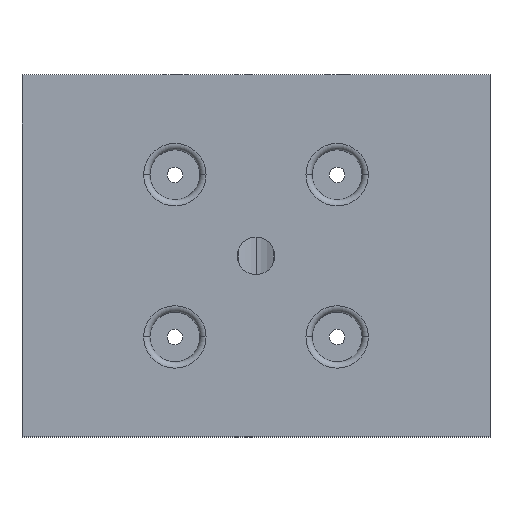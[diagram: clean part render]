
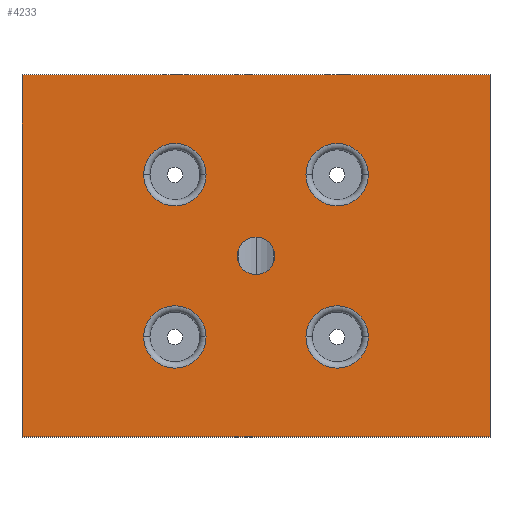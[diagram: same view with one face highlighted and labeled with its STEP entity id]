
A CAD part, top view. The second image highlights one B-rep face of the part: STEP entity #4233.
In plain terms, the highlighted planar face has unit normal (0, 0, 1).
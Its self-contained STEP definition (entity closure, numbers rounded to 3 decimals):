
#22 = CARTESIAN_POINT ( 'NONE',  ( 0., 116., 60. ) ) ;
#28 = EDGE_CURVE ( 'NONE', #3453, #1901, #378, .T. ) ;
#44 = ORIENTED_EDGE ( 'NONE', *, *, #1823, .T. ) ;
#59 = CARTESIAN_POINT ( 'NONE',  ( 91., 84., 60. ) ) ;
#70 = VERTEX_POINT ( 'NONE', #22 ) ;
#83 = FACE_BOUND ( 'NONE', #1197, .T. ) ;
#84 = ORIENTED_EDGE ( 'NONE', *, *, #28, .T. ) ;
#87 = CIRCLE ( 'NONE', #420, 6. ) ;
#125 = ORIENTED_EDGE ( 'NONE', *, *, #2051, .T. ) ;
#182 = AXIS2_PLACEMENT_3D ( 'NONE', #2026, #2359, #2326 ) ;
#249 = CARTESIAN_POINT ( 'NONE',  ( 0., 0., 60. ) ) ;
#256 = CIRCLE ( 'NONE', #182, 10. ) ;
#290 = CARTESIAN_POINT ( 'NONE',  ( 101., 32., 60. ) ) ;
#328 = ORIENTED_EDGE ( 'NONE', *, *, #907, .T. ) ;
#363 = DIRECTION ( 'NONE',  ( -1., 0., 0. ) ) ;
#377 = DIRECTION ( 'NONE',  ( -1., 0., 0. ) ) ;
#378 = LINE ( 'NONE', #2637, #1335 ) ;
#420 = AXIS2_PLACEMENT_3D ( 'NONE', #4149, #1824, #1152 ) ;
#536 = EDGE_CURVE ( 'NONE', #4083, #1095, #3061, .T. ) ;
#557 = ORIENTED_EDGE ( 'NONE', *, *, #3491, .T. ) ;
#606 = CIRCLE ( 'NONE', #3696, 10. ) ;
#667 = DIRECTION ( 'NONE',  ( 1., 0., 0. ) ) ;
#715 = FACE_BOUND ( 'NONE', #762, .T. ) ;
#733 = DIRECTION ( 'NONE',  ( -1., 0., 0. ) ) ;
#742 = DIRECTION ( 'NONE',  ( 0., 0., -1. ) ) ;
#762 = EDGE_LOOP ( 'NONE', ( #1670, #1202 ) ) ;
#792 = AXIS2_PLACEMENT_3D ( 'NONE', #2374, #742, #2055 ) ;
#888 = LINE ( 'NONE', #3864, #976 ) ;
#907 = EDGE_CURVE ( 'NONE', #70, #3453, #888, .T. ) ;
#918 = CIRCLE ( 'NONE', #2505, 10. ) ;
#968 = CIRCLE ( 'NONE', #1926, 6. ) ;
#976 = VECTOR ( 'NONE', #1524, 1000. ) ;
#1016 = EDGE_CURVE ( 'NONE', #3146, #2298, #1653, .T. ) ;
#1028 = EDGE_CURVE ( 'NONE', #1375, #1850, #3416, .T. ) ;
#1038 = VERTEX_POINT ( 'NONE', #2383 ) ;
#1095 = VERTEX_POINT ( 'NONE', #3014 ) ;
#1110 = LINE ( 'NONE', #2842, #3141 ) ;
#1152 = DIRECTION ( 'NONE',  ( 1., 0., 0. ) ) ;
#1194 = ORIENTED_EDGE ( 'NONE', *, *, #2021, .T. ) ;
#1197 = EDGE_LOOP ( 'NONE', ( #1194, #1611 ) ) ;
#1202 = ORIENTED_EDGE ( 'NONE', *, *, #3883, .F. ) ;
#1335 = VECTOR ( 'NONE', #667, 1000. ) ;
#1364 = AXIS2_PLACEMENT_3D ( 'NONE', #4018, #2719, #377 ) ;
#1375 = VERTEX_POINT ( 'NONE', #3592 ) ;
#1448 = AXIS2_PLACEMENT_3D ( 'NONE', #3326, #3649, #363 ) ;
#1524 = DIRECTION ( 'NONE',  ( 0., -1., 0. ) ) ;
#1533 = VECTOR ( 'NONE', #3214, 1000. ) ;
#1576 = FACE_BOUND ( 'NONE', #2525, .T. ) ;
#1611 = ORIENTED_EDGE ( 'NONE', *, *, #536, .T. ) ;
#1614 = CARTESIAN_POINT ( 'NONE',  ( 150., 0., 60. ) ) ;
#1617 = EDGE_LOOP ( 'NONE', ( #328, #84, #2040, #2288 ) ) ;
#1628 = ORIENTED_EDGE ( 'NONE', *, *, #1016, .T. ) ;
#1653 = CIRCLE ( 'NONE', #1448, 10. ) ;
#1660 = CARTESIAN_POINT ( 'NONE',  ( 81., 58., 60. ) ) ;
#1670 = ORIENTED_EDGE ( 'NONE', *, *, #2647, .F. ) ;
#1706 = DIRECTION ( 'NONE',  ( 0., 0., -1. ) ) ;
#1789 = VERTEX_POINT ( 'NONE', #1660 ) ;
#1823 = EDGE_CURVE ( 'NONE', #1850, #1375, #256, .T. ) ;
#1824 = DIRECTION ( 'NONE',  ( 0., 0., 1. ) ) ;
#1850 = VERTEX_POINT ( 'NONE', #2972 ) ;
#1901 = VERTEX_POINT ( 'NONE', #1614 ) ;
#1911 = DIRECTION ( 'NONE',  ( 0., 0., -1. ) ) ;
#1926 = AXIS2_PLACEMENT_3D ( 'NONE', #2016, #3011, #2663 ) ;
#2016 = CARTESIAN_POINT ( 'NONE',  ( 75., 58., 60. ) ) ;
#2021 = EDGE_CURVE ( 'NONE', #1095, #4083, #4306, .T. ) ;
#2026 = CARTESIAN_POINT ( 'NONE',  ( 49., 84., 60. ) ) ;
#2040 = ORIENTED_EDGE ( 'NONE', *, *, #4038, .T. ) ;
#2051 = EDGE_CURVE ( 'NONE', #2298, #3146, #3255, .T. ) ;
#2055 = DIRECTION ( 'NONE',  ( -1., 0., 0. ) ) ;
#2112 = CARTESIAN_POINT ( 'NONE',  ( 91., 32., 60. ) ) ;
#2213 = VERTEX_POINT ( 'NONE', #2112 ) ;
#2215 = CARTESIAN_POINT ( 'NONE',  ( 49., 32., 60. ) ) ;
#2228 = VERTEX_POINT ( 'NONE', #4232 ) ;
#2288 = ORIENTED_EDGE ( 'NONE', *, *, #3051, .T. ) ;
#2298 = VERTEX_POINT ( 'NONE', #4137 ) ;
#2326 = DIRECTION ( 'NONE',  ( -1., 0., 0. ) ) ;
#2329 = DIRECTION ( 'NONE',  ( 0., 0., -1. ) ) ;
#2359 = DIRECTION ( 'NONE',  ( 0., 0., -1. ) ) ;
#2374 = CARTESIAN_POINT ( 'NONE',  ( 49., 32., 60. ) ) ;
#2383 = CARTESIAN_POINT ( 'NONE',  ( 111., 32., 60. ) ) ;
#2465 = FACE_BOUND ( 'NONE', #2881, .T. ) ;
#2491 = AXIS2_PLACEMENT_3D ( 'NONE', #3373, #1706, #733 ) ;
#2505 = AXIS2_PLACEMENT_3D ( 'NONE', #290, #3887, #2930 ) ;
#2525 = EDGE_LOOP ( 'NONE', ( #44, #3020 ) ) ;
#2538 = DIRECTION ( 'NONE',  ( -1., 0., 0. ) ) ;
#2637 = CARTESIAN_POINT ( 'NONE',  ( 0., 0., 60. ) ) ;
#2647 = EDGE_CURVE ( 'NONE', #1789, #2228, #968, .T. ) ;
#2663 = DIRECTION ( 'NONE',  ( 1., 0., 0. ) ) ;
#2719 = DIRECTION ( 'NONE',  ( 0., 0., -1. ) ) ;
#2721 = EDGE_LOOP ( 'NONE', ( #557, #3700 ) ) ;
#2842 = CARTESIAN_POINT ( 'NONE',  ( 150., 0., 60. ) ) ;
#2853 = AXIS2_PLACEMENT_3D ( 'NONE', #2215, #2917, #3212 ) ;
#2873 = CARTESIAN_POINT ( 'NONE',  ( 101., 32., 60. ) ) ;
#2881 = EDGE_LOOP ( 'NONE', ( #1628, #125 ) ) ;
#2917 = DIRECTION ( 'NONE',  ( 0., 0., -1. ) ) ;
#2930 = DIRECTION ( 'NONE',  ( -1., 0., 0. ) ) ;
#2972 = CARTESIAN_POINT ( 'NONE',  ( 39., 84., 60. ) ) ;
#3011 = DIRECTION ( 'NONE',  ( 0., 0., 1. ) ) ;
#3014 = CARTESIAN_POINT ( 'NONE',  ( 39., 32., 60. ) ) ;
#3020 = ORIENTED_EDGE ( 'NONE', *, *, #1028, .T. ) ;
#3051 = EDGE_CURVE ( 'NONE', #3767, #70, #3248, .T. ) ;
#3061 = CIRCLE ( 'NONE', #2853, 10. ) ;
#3130 = CARTESIAN_POINT ( 'NONE',  ( 150., 116., 60. ) ) ;
#3141 = VECTOR ( 'NONE', #3199, 1000. ) ;
#3146 = VERTEX_POINT ( 'NONE', #59 ) ;
#3199 = DIRECTION ( 'NONE',  ( 0., 1., 0. ) ) ;
#3212 = DIRECTION ( 'NONE',  ( -1., 0., 0. ) ) ;
#3214 = DIRECTION ( 'NONE',  ( -1., 0., 0. ) ) ;
#3236 = FACE_OUTER_BOUND ( 'NONE', #1617, .T. ) ;
#3248 = LINE ( 'NONE', #4202, #1533 ) ;
#3255 = CIRCLE ( 'NONE', #2491, 10. ) ;
#3317 = DIRECTION ( 'NONE',  ( -1., 0., 0. ) ) ;
#3326 = CARTESIAN_POINT ( 'NONE',  ( 101., 84., 60. ) ) ;
#3373 = CARTESIAN_POINT ( 'NONE',  ( 101., 84., 60. ) ) ;
#3416 = CIRCLE ( 'NONE', #1364, 10. ) ;
#3453 = VERTEX_POINT ( 'NONE', #249 ) ;
#3491 = EDGE_CURVE ( 'NONE', #2213, #1038, #918, .T. ) ;
#3501 = CARTESIAN_POINT ( 'NONE',  ( 59., 32., 60. ) ) ;
#3550 = AXIS2_PLACEMENT_3D ( 'NONE', #3694, #2329, #3317 ) ;
#3592 = CARTESIAN_POINT ( 'NONE',  ( 59., 84., 60. ) ) ;
#3649 = DIRECTION ( 'NONE',  ( 0., 0., -1. ) ) ;
#3694 = CARTESIAN_POINT ( 'NONE',  ( 0., 0., 60. ) ) ;
#3696 = AXIS2_PLACEMENT_3D ( 'NONE', #2873, #1911, #2538 ) ;
#3700 = ORIENTED_EDGE ( 'NONE', *, *, #3959, .T. ) ;
#3767 = VERTEX_POINT ( 'NONE', #3130 ) ;
#3864 = CARTESIAN_POINT ( 'NONE',  ( 0., 0., 60. ) ) ;
#3883 = EDGE_CURVE ( 'NONE', #2228, #1789, #87, .T. ) ;
#3887 = DIRECTION ( 'NONE',  ( 0., 0., -1. ) ) ;
#3959 = EDGE_CURVE ( 'NONE', #1038, #2213, #606, .T. ) ;
#4018 = CARTESIAN_POINT ( 'NONE',  ( 49., 84., 60. ) ) ;
#4038 = EDGE_CURVE ( 'NONE', #1901, #3767, #1110, .T. ) ;
#4058 = PLANE ( 'NONE',  #3550 ) ;
#4083 = VERTEX_POINT ( 'NONE', #3501 ) ;
#4137 = CARTESIAN_POINT ( 'NONE',  ( 111., 84., 60. ) ) ;
#4149 = CARTESIAN_POINT ( 'NONE',  ( 75., 58., 60. ) ) ;
#4202 = CARTESIAN_POINT ( 'NONE',  ( 0., 116., 60. ) ) ;
#4232 = CARTESIAN_POINT ( 'NONE',  ( 69., 58., 60. ) ) ;
#4233 = ADVANCED_FACE ( 'NONE', ( #83, #4234, #2465, #1576, #715, #3236 ), #4058, .F. ) ;
#4234 = FACE_BOUND ( 'NONE', #2721, .T. ) ;
#4306 = CIRCLE ( 'NONE', #792, 10. ) ;
